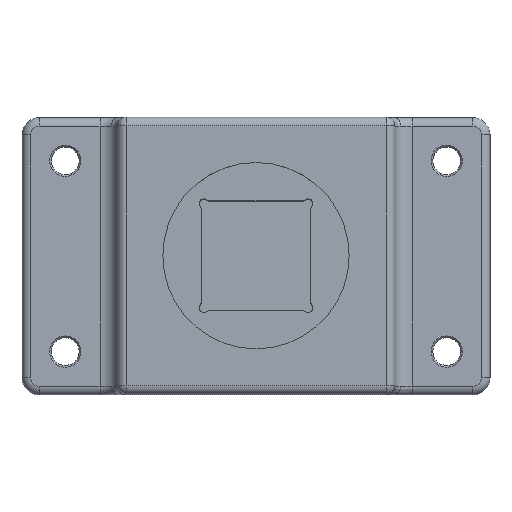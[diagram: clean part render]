
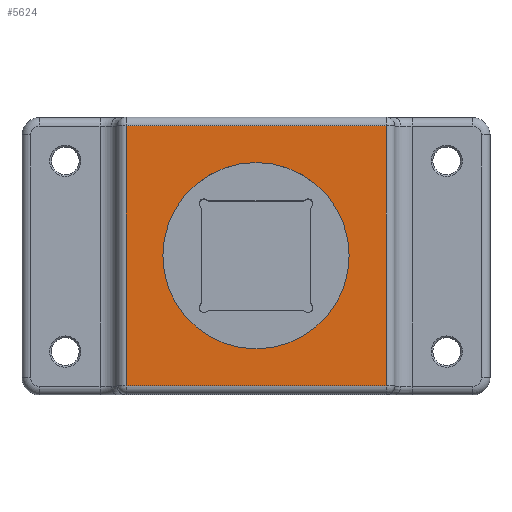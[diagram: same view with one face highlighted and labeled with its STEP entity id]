
A CAD part, top view. The second image highlights one B-rep face of the part: STEP entity #5624.
In plain terms, the highlighted planar face has unit normal (0, 0, 1).
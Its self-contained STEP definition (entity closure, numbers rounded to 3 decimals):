
#2406 = VERTEX_POINT('',#2407);
#2407 = CARTESIAN_POINT('',(15.,15.,43.5));
#2414 = EDGE_CURVE('',#2406,#2415,#2417,.T.);
#2415 = VERTEX_POINT('',#2416);
#2416 = CARTESIAN_POINT('',(15.,-15.,43.5));
#2417 = LINE('',#2418,#2419);
#2418 = CARTESIAN_POINT('',(15.,16.,43.5));
#2419 = VECTOR('',#2420,1.);
#2420 = DIRECTION('',(0.,-1.,0.));
#5624 = ADVANCED_FACE('',(#5625,#5650),#5661,.T.);
#5625 = FACE_BOUND('',#5626,.T.);
#5626 = EDGE_LOOP('',(#5627,#5635,#5643,#5649));
#5627 = ORIENTED_EDGE('',*,*,#5628,.F.);
#5628 = EDGE_CURVE('',#5629,#2406,#5631,.T.);
#5629 = VERTEX_POINT('',#5630);
#5630 = CARTESIAN_POINT('',(-15.,15.,43.5));
#5631 = LINE('',#5632,#5633);
#5632 = CARTESIAN_POINT('',(-16.,15.,43.5));
#5633 = VECTOR('',#5634,1.);
#5634 = DIRECTION('',(1.,0.,0.));
#5635 = ORIENTED_EDGE('',*,*,#5636,.F.);
#5636 = EDGE_CURVE('',#5637,#5629,#5639,.T.);
#5637 = VERTEX_POINT('',#5638);
#5638 = CARTESIAN_POINT('',(-15.,-15.,43.5));
#5639 = LINE('',#5640,#5641);
#5640 = CARTESIAN_POINT('',(-15.,-16.,43.5));
#5641 = VECTOR('',#5642,1.);
#5642 = DIRECTION('',(0.,1.,0.));
#5643 = ORIENTED_EDGE('',*,*,#5644,.F.);
#5644 = EDGE_CURVE('',#2415,#5637,#5645,.T.);
#5645 = LINE('',#5646,#5647);
#5646 = CARTESIAN_POINT('',(16.,-15.,43.5));
#5647 = VECTOR('',#5648,1.);
#5648 = DIRECTION('',(-1.,0.,0.));
#5649 = ORIENTED_EDGE('',*,*,#2414,.F.);
#5650 = FACE_BOUND('',#5651,.T.);
#5651 = EDGE_LOOP('',(#5652));
#5652 = ORIENTED_EDGE('',*,*,#5653,.F.);
#5653 = EDGE_CURVE('',#5654,#5654,#5656,.T.);
#5654 = VERTEX_POINT('',#5655);
#5655 = CARTESIAN_POINT('',(10.75,0.,43.5));
#5656 = CIRCLE('',#5657,10.75);
#5657 = AXIS2_PLACEMENT_3D('',#5658,#5659,#5660);
#5658 = CARTESIAN_POINT('',(0.,0.,43.5));
#5659 = DIRECTION('',(0.,0.,1.));
#5660 = DIRECTION('',(1.,0.,0.));
#5661 = PLANE('',#5662);
#5662 = AXIS2_PLACEMENT_3D('',#5663,#5664,#5665);
#5663 = CARTESIAN_POINT('',(0.,0.,43.5));
#5664 = DIRECTION('',(0.,0.,1.));
#5665 = DIRECTION('',(1.,0.,0.));
